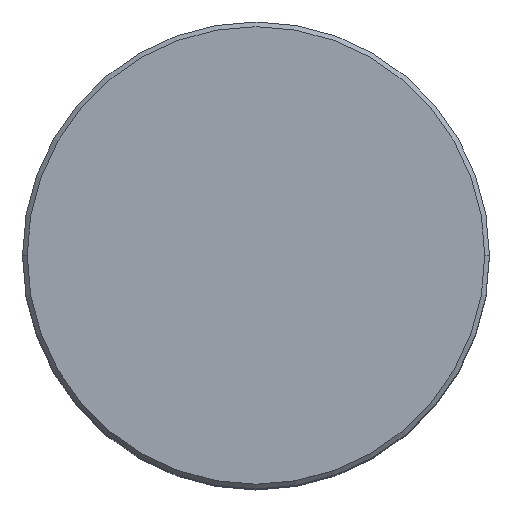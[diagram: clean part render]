
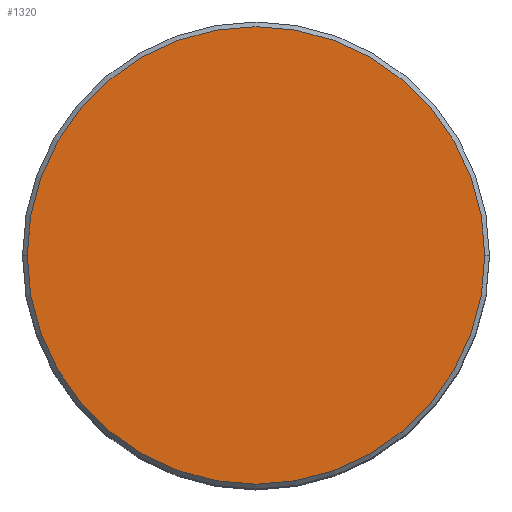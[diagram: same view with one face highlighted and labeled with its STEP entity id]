
A CAD part, top view. The second image highlights one B-rep face of the part: STEP entity #1320.
In plain terms, the highlighted planar face has unit normal (0, 0, 1).
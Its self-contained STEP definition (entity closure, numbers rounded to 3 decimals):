
#193 = ORIENTED_EDGE ( 'NONE', *, *, #292, .T. ) ;
#202 = CARTESIAN_POINT ( 'NONE',  ( 4.9, 0., 0. ) ) ;
#207 = DIRECTION ( 'NONE',  ( 0., 0., 1. ) ) ;
#251 = CARTESIAN_POINT ( 'NONE',  ( 0., 0., 0. ) ) ;
#292 = EDGE_CURVE ( 'NONE', #1217, #936, #1120, .T. ) ;
#343 = CARTESIAN_POINT ( 'NONE',  ( 0., 0., 0. ) ) ;
#346 = FACE_OUTER_BOUND ( 'NONE', #1152, .T. ) ;
#454 = ORIENTED_EDGE ( 'NONE', *, *, #490, .T. ) ;
#490 = EDGE_CURVE ( 'NONE', #936, #1217, #716, .T. ) ;
#557 = DIRECTION ( 'NONE',  ( 1., 0., 0. ) ) ;
#564 = PLANE ( 'NONE',  #1336 ) ;
#666 = DIRECTION ( 'NONE',  ( 0., 0., 1. ) ) ;
#716 = CIRCLE ( 'NONE', #925, 4.9 ) ;
#774 = DIRECTION ( 'NONE',  ( 0., 0., 1. ) ) ;
#787 = AXIS2_PLACEMENT_3D ( 'NONE', #343, #207, #953 ) ;
#925 = AXIS2_PLACEMENT_3D ( 'NONE', #251, #774, #557 ) ;
#936 = VERTEX_POINT ( 'NONE', #1308 ) ;
#953 = DIRECTION ( 'NONE',  ( 1., 0., 0. ) ) ;
#968 = CARTESIAN_POINT ( 'NONE',  ( 0., 0., 0. ) ) ;
#986 = DIRECTION ( 'NONE',  ( 1., 0., 0. ) ) ;
#1120 = CIRCLE ( 'NONE', #787, 4.9 ) ;
#1152 = EDGE_LOOP ( 'NONE', ( #454, #193 ) ) ;
#1217 = VERTEX_POINT ( 'NONE', #202 ) ;
#1308 = CARTESIAN_POINT ( 'NONE',  ( -4.9, 0., 0. ) ) ;
#1320 = ADVANCED_FACE ( 'NONE', ( #346 ), #564, .T. ) ;
#1336 = AXIS2_PLACEMENT_3D ( 'NONE', #968, #666, #986 ) ;
